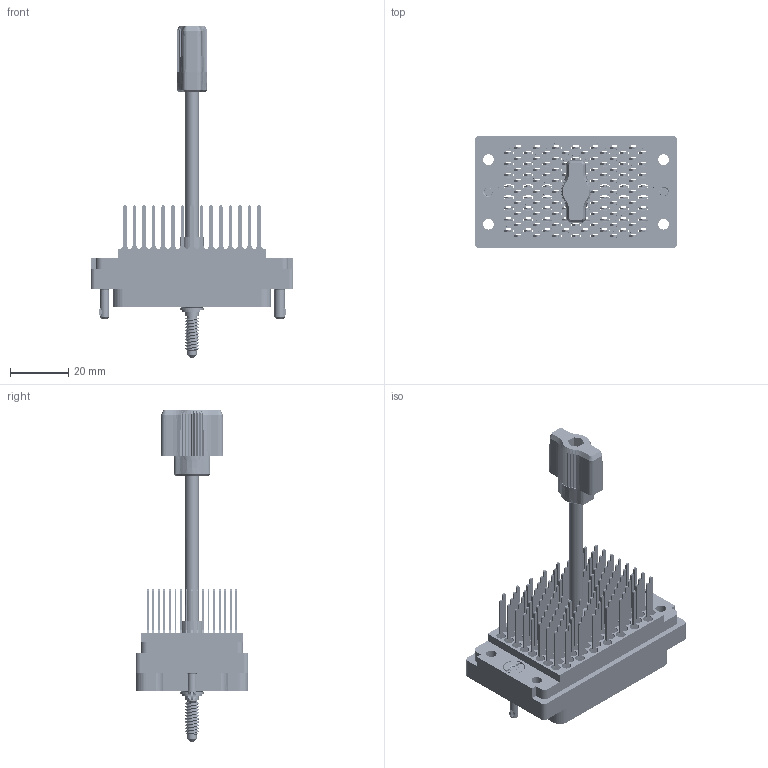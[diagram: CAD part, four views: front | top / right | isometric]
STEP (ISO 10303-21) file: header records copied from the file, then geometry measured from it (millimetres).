
FILE_DESCRIPTION (( 'STEP AP203' ), '1' );
FILE_NAME ('516-120-540-101.STEP', '2020-03-11T04:14:52', ( '' ), ( '' ), 'SwSTEP 2.0', 'SolidWorks 2016', '' );
FILE_SCHEMA (( 'CONFIG_CONTROL_DESIGN' ));
Length unit declared in the file: inch
Products named in the file (13): Actuating Screw Assy 090-120; Grub Screw; 516 Plug Insulator_120; 516-120-540-101; 516-253-190-107; 516-222-090-102_091; 516-250-091-111; 516-253-095-100; 516-252-091-102; 516-254-091-109; 516-292-001_540 Contact; 516-222-090-102_090; 516-251-095-100
Assembly tree (133 placements, depth 3):
  516-120-540-101
    516 Plug Insulator_120
    516-292-001_540 Contact  x120
    516-252-091-102  x2
    516-222-090-102_090
    Actuating Screw Assy 090-120
      516-251-095-100
      516-254-091-109
      516-253-095-100  x2
      516-253-190-107
      516-250-091-111
      Grub Screw
    516-222-090-102_091
Bounding box: 69.85 x 38.73 x 114.34 mm (x, y, z)
Volume: 30155.4 mm3; surface area: 57015.1 mm2
Topology: 132 solids, 132 shells, 11495 faces, 33249 edges, 22042 vertices
Faces by surface type: plane 6995, cylinder 3633, bspline 767, cone 96, torus 4
Entity records: 113393 total; most frequent: CARTESIAN_POINT 30420, ORIENTED_EDGE 16814, DIRECTION 15997, EDGE_CURVE 8407, LINE 6003, VECTOR 6003, VERTEX_POINT 5560, AXIS2_PLACEMENT_3D 4997
